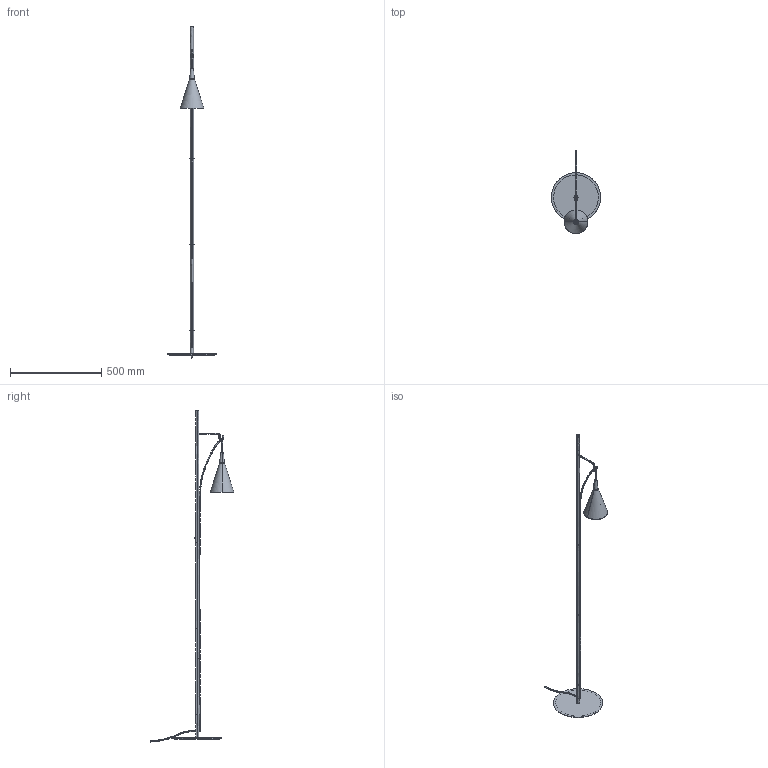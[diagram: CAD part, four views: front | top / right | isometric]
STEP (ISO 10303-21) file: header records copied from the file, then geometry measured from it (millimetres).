
FILE_DESCRIPTION(/* description */ (''),/* implementation_level */ '2;1');
FILE_NAME(/* name */ '3D_Vigo lettura',/* time_stamp */ '2015-03-31T14:34:46+02:00',/* author */ (''),/* organization */ (''),/* preprocessor_version */ 'ST-DEVELOPER v10',/* originating_system */ '',/* authorisation */ '');
FILE_SCHEMA (('CONFIG_CONTROL_DESIGN'));
Length unit declared in the file: millimetre
Products named in the file (15): 1; 2; 3; 4; 5; 6; 7; 8; 9; 10; 11; 12; 13; 14; 15
Assembly tree (16 placements, depth 2):
  1
    2
    3
    4
    5
    6
    7
    8
    9
    10
    11
    12
    13
    14  x3
    15
Bounding box: 270 x 457.89 x 1814.9 mm (x, y, z)
Volume: 935459.1 mm3; surface area: 474666.5 mm2
Topology: 19 solids, 19 shells, 316 faces, 680 edges, 409 vertices
Faces by surface type: bspline 256, plane 60
Entity records: 13835 total; most frequent: CARTESIAN_POINT 9101, ORIENTED_EDGE 1124, EDGE_CURVE 562, VERTEX_POINT 345, EDGE_LOOP 299, ADVANCED_FACE 264, FACE_OUTER_BOUND 264, B_SPLINE_CURVE_WITH_KNOTS 185
